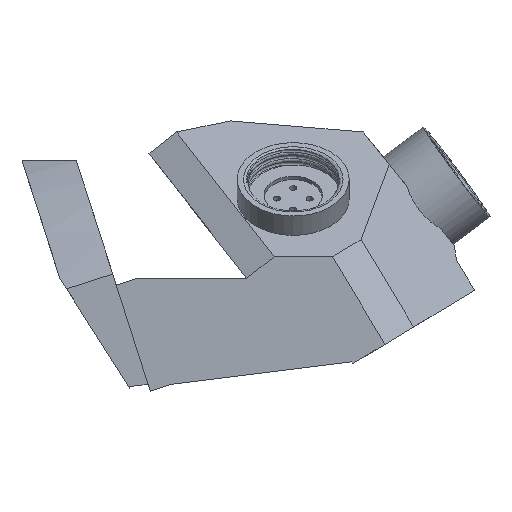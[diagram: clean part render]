
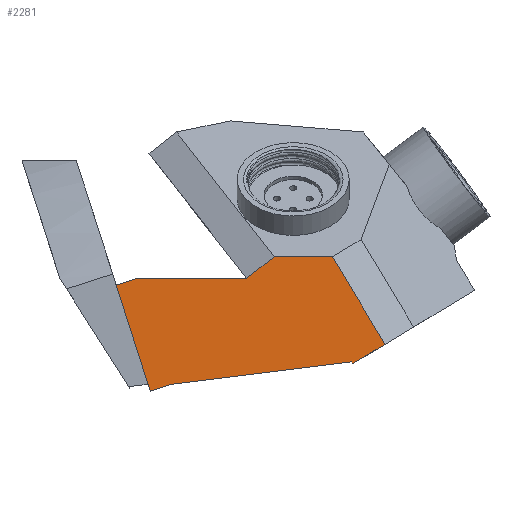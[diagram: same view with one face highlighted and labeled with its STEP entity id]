
A CAD part, left-side view. The second image highlights one B-rep face of the part: STEP entity #2281.
In plain terms, the highlighted planar face has unit normal (-1, 0, 0).
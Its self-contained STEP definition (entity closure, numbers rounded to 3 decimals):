
#161=PLANE('',#2475);
#270=FACE_OUTER_BOUND('',#412,.T.);
#412=EDGE_LOOP('',(#1893,#1894,#1895,#1896,#1897,#1898,#1899,#1900,#1901,
#1902));
#550=LINE('',#3131,#770);
#552=LINE('',#3137,#772);
#557=LINE('',#3162,#777);
#579=LINE('',#3303,#799);
#586=LINE('',#3316,#806);
#602=LINE('',#4253,#822);
#668=LINE('',#5396,#888);
#684=LINE('',#5428,#904);
#690=LINE('',#5448,#910);
#691=LINE('',#5449,#911);
#770=VECTOR('',#2556,10.);
#772=VECTOR('',#2560,10.);
#777=VECTOR('',#2567,10.);
#799=VECTOR('',#2603,10.);
#806=VECTOR('',#2614,10.);
#822=VECTOR('',#2658,10.);
#888=VECTOR('',#2838,10.);
#904=VECTOR('',#2868,10.);
#910=VECTOR('',#2888,10.);
#911=VECTOR('',#2889,10.);
#992=VERTEX_POINT('',#3125);
#994=VERTEX_POINT('',#3129);
#996=VERTEX_POINT('',#3134);
#997=VERTEX_POINT('',#3136);
#1020=VERTEX_POINT('',#3302);
#1024=VERTEX_POINT('',#3314);
#1041=VERTEX_POINT('',#4240);
#1047=VERTEX_POINT('',#4251);
#1124=VERTEX_POINT('',#5425);
#1125=VERTEX_POINT('',#5427);
#1212=EDGE_CURVE('',#992,#994,#550,.T.);
#1214=EDGE_CURVE('',#996,#997,#552,.T.);
#1221=EDGE_CURVE('',#997,#994,#557,.T.);
#1249=EDGE_CURVE('',#1020,#992,#579,.T.);
#1256=EDGE_CURVE('',#996,#1024,#586,.T.);
#1286=EDGE_CURVE('',#1041,#1047,#602,.T.);
#1389=EDGE_CURVE('',#1047,#1020,#668,.T.);
#1405=EDGE_CURVE('',#1124,#1125,#684,.T.);
#1415=EDGE_CURVE('',#1124,#1041,#690,.T.);
#1416=EDGE_CURVE('',#1024,#1125,#691,.T.);
#1893=ORIENTED_EDGE('',*,*,#1415,.T.);
#1894=ORIENTED_EDGE('',*,*,#1286,.T.);
#1895=ORIENTED_EDGE('',*,*,#1389,.T.);
#1896=ORIENTED_EDGE('',*,*,#1249,.T.);
#1897=ORIENTED_EDGE('',*,*,#1212,.T.);
#1898=ORIENTED_EDGE('',*,*,#1221,.F.);
#1899=ORIENTED_EDGE('',*,*,#1214,.F.);
#1900=ORIENTED_EDGE('',*,*,#1256,.T.);
#1901=ORIENTED_EDGE('',*,*,#1416,.T.);
#1902=ORIENTED_EDGE('',*,*,#1405,.F.);
#2281=ADVANCED_FACE('',(#270),#161,.T.);
#2475=AXIS2_PLACEMENT_3D('',#5447,#2886,#2887);
#2556=DIRECTION('',(0.,0.952,-0.306));
#2560=DIRECTION('',(0.,0.952,-0.306));
#2567=DIRECTION('',(0.,0.306,0.952));
#2603=DIRECTION('',(0.,1.,0.));
#2614=DIRECTION('',(0.,-0.992,0.124));
#2658=DIRECTION('',(0.,1.,0.));
#2838=DIRECTION('',(0.,0.787,-0.617));
#2868=DIRECTION('',(0.,0.857,-0.516));
#2886=DIRECTION('center_axis',(-1.,0.,0.));
#2887=DIRECTION('ref_axis',(0.,0.,1.));
#2888=DIRECTION('',(0.,0.516,0.857));
#2889=DIRECTION('',(0.,-0.516,-0.857));
#3125=CARTESIAN_POINT('',(-70.,16.761,-62.667));
#3129=CARTESIAN_POINT('',(-70.,25.806,-65.57));
#3131=CARTESIAN_POINT('',(-70.,16.761,-62.667));
#3134=CARTESIAN_POINT('',(-70.,2.179,-108.115));
#3136=CARTESIAN_POINT('',(-70.,11.225,-111.017));
#3137=CARTESIAN_POINT('',(-70.,2.179,-108.115));
#3162=CARTESIAN_POINT('',(-70.,24.315,-70.217));
#3302=CARTESIAN_POINT('',(-70.,-30.05,-62.667));
#3303=CARTESIAN_POINT('',(-70.,40.,-62.667));
#3314=CARTESIAN_POINT('',(-70.,-74.981,-98.467));
#3316=CARTESIAN_POINT('',(-70.,-2.567,-107.522));
#4240=CARTESIAN_POINT('',(-70.,-66.748,-53.415));
#4251=CARTESIAN_POINT('',(-70.,-41.857,-53.415));
#4253=CARTESIAN_POINT('',(-70.,-30.,-53.415));
#5396=CARTESIAN_POINT('',(-70.,-41.857,-53.415));
#5425=CARTESIAN_POINT('',(-70.,-89.356,-90.961));
#5427=CARTESIAN_POINT('',(-70.,-75.489,-99.311));
#5428=CARTESIAN_POINT('',(-70.,-127.738,-67.85));
#5447=CARTESIAN_POINT('Origin',(-70.,-60.,-34.899));
#5448=CARTESIAN_POINT('',(-70.,-69.194,-57.478));
#5449=CARTESIAN_POINT('',(-70.,-67.752,-86.46));
